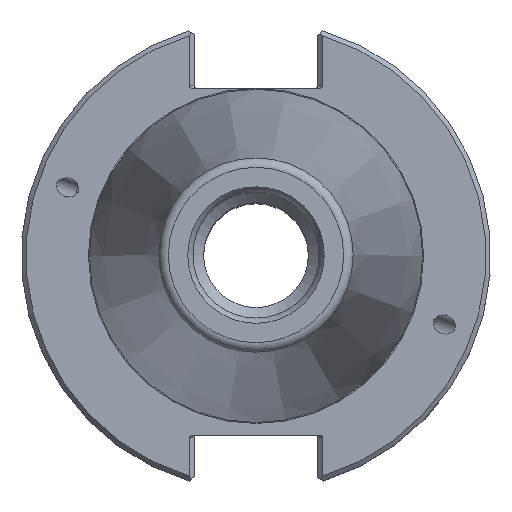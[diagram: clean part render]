
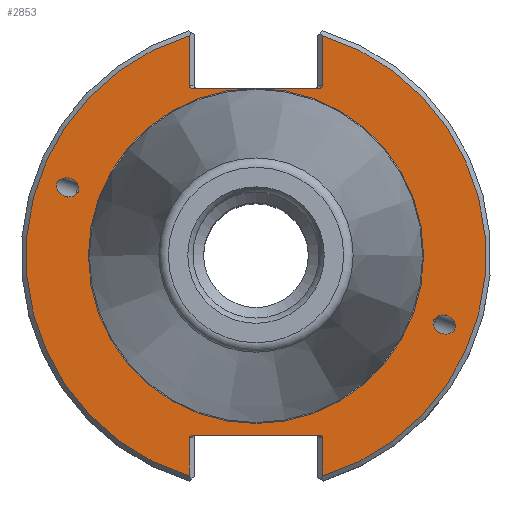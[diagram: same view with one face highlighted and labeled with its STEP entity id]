
A CAD part, top view. The second image highlights one B-rep face of the part: STEP entity #2853.
In plain terms, the highlighted planar face has unit normal (0, 0, 1).
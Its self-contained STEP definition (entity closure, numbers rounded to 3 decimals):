
#24=ELLIPSE('',#3046,2.381,1.95);
#25=ELLIPSE('',#3052,0.707,0.5);
#26=ELLIPSE('',#3054,0.707,0.5);
#27=ELLIPSE('',#3059,2.381,1.95);
#35=ELLIPSE('',#3084,0.707,0.5);
#36=ELLIPSE('',#3086,0.707,0.5);
#86=LINE('',#4372,#167);
#87=LINE('',#4381,#168);
#92=LINE('',#4400,#173);
#93=LINE('',#4412,#174);
#103=LINE('',#4446,#184);
#114=LINE('',#4493,#195);
#167=VECTOR('',#3511,1000.);
#168=VECTOR('',#3518,1000.);
#173=VECTOR('',#3533,1000.);
#174=VECTOR('',#3544,1000.);
#184=VECTOR('',#3570,1000.);
#195=VECTOR('',#3615,1000.);
#234=PLANE('',#3085);
#365=CIRCLE('',#3044,35.118);
#366=CIRCLE('',#3049,48.21);
#367=CIRCLE('',#3057,48.21);
#824=ORIENTED_EDGE('',*,*,#1094,.F.);
#825=ORIENTED_EDGE('',*,*,#1093,.T.);
#826=ORIENTED_EDGE('',*,*,#1091,.T.);
#827=ORIENTED_EDGE('',*,*,#1087,.T.);
#828=ORIENTED_EDGE('',*,*,#1109,.F.);
#829=ORIENTED_EDGE('',*,*,#1085,.T.);
#830=ORIENTED_EDGE('',*,*,#1083,.T.);
#831=ORIENTED_EDGE('',*,*,#1081,.T.);
#832=ORIENTED_EDGE('',*,*,#1080,.T.);
#833=ORIENTED_EDGE('',*,*,#1128,.T.);
#834=ORIENTED_EDGE('',*,*,#1130,.F.);
#835=ORIENTED_EDGE('',*,*,#1131,.T.);
#836=ORIENTED_EDGE('',*,*,#1095,.T.);
#837=ORIENTED_EDGE('',*,*,#1077,.F.);
#838=ORIENTED_EDGE('',*,*,#1076,.F.);
#1076=EDGE_CURVE('',#1298,#1298,#365,.T.);
#1077=EDGE_CURVE('',#1299,#1299,#24,.T.);
#1080=EDGE_CURVE('',#1300,#1301,#86,.T.);
#1081=EDGE_CURVE('',#1302,#1300,#366,.T.);
#1083=EDGE_CURVE('',#1303,#1302,#87,.T.);
#1085=EDGE_CURVE('',#1304,#1303,#25,.F.);
#1087=EDGE_CURVE('',#1305,#1306,#26,.F.);
#1091=EDGE_CURVE('',#1307,#1305,#92,.T.);
#1093=EDGE_CURVE('',#1308,#1307,#367,.T.);
#1094=EDGE_CURVE('',#1309,#1309,#27,.T.);
#1095=EDGE_CURVE('',#1310,#1308,#93,.T.);
#1109=EDGE_CURVE('',#1304,#1306,#103,.T.);
#1128=EDGE_CURVE('',#1301,#1328,#35,.F.);
#1130=EDGE_CURVE('',#1329,#1328,#114,.T.);
#1131=EDGE_CURVE('',#1329,#1310,#36,.F.);
#1298=VERTEX_POINT('',#4360);
#1299=VERTEX_POINT('',#4363);
#1300=VERTEX_POINT('',#4369);
#1301=VERTEX_POINT('',#4371);
#1302=VERTEX_POINT('',#4375);
#1303=VERTEX_POINT('',#4382);
#1304=VERTEX_POINT('',#4386);
#1305=VERTEX_POINT('',#4390);
#1306=VERTEX_POINT('',#4391);
#1307=VERTEX_POINT('',#4399);
#1308=VERTEX_POINT('',#4406);
#1309=VERTEX_POINT('',#4410);
#1310=VERTEX_POINT('',#4413);
#1328=VERTEX_POINT('',#4490);
#1329=VERTEX_POINT('',#4494);
#1578=EDGE_LOOP('',(#824));
#1579=EDGE_LOOP('',(#825,#826,#827,#828,#829,#830,#831,#832,#833,#834,#835,
#836));
#1580=EDGE_LOOP('',(#837));
#1581=EDGE_LOOP('',(#838));
#1778=FACE_BOUND('',#1578,.T.);
#1779=FACE_BOUND('',#1579,.T.);
#1780=FACE_BOUND('',#1580,.T.);
#1781=FACE_BOUND('',#1581,.T.);
#2853=ADVANCED_FACE('',(#1778,#1779,#1780,#1781),#234,.T.);
#3044=AXIS2_PLACEMENT_3D('',#4359,#3502,#3503);
#3046=AXIS2_PLACEMENT_3D('',#4362,#3506,#3507);
#3049=AXIS2_PLACEMENT_3D('',#4374,#3514,#3515);
#3052=AXIS2_PLACEMENT_3D('',#4385,#3522,#3523);
#3054=AXIS2_PLACEMENT_3D('',#4389,#3527,#3528);
#3057=AXIS2_PLACEMENT_3D('',#4407,#3536,#3537);
#3059=AXIS2_PLACEMENT_3D('',#4409,#3540,#3541);
#3084=AXIS2_PLACEMENT_3D('',#4489,#3610,#3611);
#3085=AXIS2_PLACEMENT_3D('',#4492,#3613,#3614);
#3086=AXIS2_PLACEMENT_3D('',#4495,#3616,#3617);
#3502=DIRECTION('',(0.,0.,1.));
#3503=DIRECTION('',(1.,0.,0.));
#3506=DIRECTION('',(0.,0.,1.));
#3507=DIRECTION('',(-0.94,0.342,0.));
#3511=DIRECTION('',(0.,-1.,0.));
#3514=DIRECTION('',(0.,0.,1.));
#3515=DIRECTION('',(1.,0.,0.));
#3518=DIRECTION('',(0.,-1.,0.));
#3522=DIRECTION('',(0.,0.,1.));
#3523=DIRECTION('',(1.,0.,0.));
#3527=DIRECTION('',(0.,0.,1.));
#3528=DIRECTION('',(1.,0.,0.));
#3533=DIRECTION('',(0.,1.,0.));
#3536=DIRECTION('',(0.,0.,1.));
#3537=DIRECTION('',(1.,0.,0.));
#3540=DIRECTION('',(0.,0.,1.));
#3541=DIRECTION('',(0.94,-0.342,0.));
#3544=DIRECTION('',(0.,1.,0.));
#3570=DIRECTION('',(-1.,0.,0.));
#3610=DIRECTION('',(0.,0.,1.));
#3611=DIRECTION('',(-1.,0.,0.));
#3613=DIRECTION('',(0.,0.,1.));
#3614=DIRECTION('',(1.,0.,0.));
#3615=DIRECTION('',(1.,0.,0.));
#3616=DIRECTION('',(0.,0.,1.));
#3617=DIRECTION('',(-1.,0.,0.));
#4359=CARTESIAN_POINT('',(0.,0.,-3.17));
#4360=CARTESIAN_POINT('',(35.118,0.,-3.17));
#4362=CARTESIAN_POINT('',(39.467,-14.365,-3.17));
#4363=CARTESIAN_POINT('',(37.23,-13.551,-3.17));
#4369=CARTESIAN_POINT('',(13.955,46.146,-3.17));
#4371=CARTESIAN_POINT('',(13.955,35.66,-3.17));
#4372=CARTESIAN_POINT('',(13.955,35.16,-3.17));
#4374=CARTESIAN_POINT('',(0.,0.,-3.17));
#4375=CARTESIAN_POINT('',(13.955,-46.146,-3.17));
#4381=CARTESIAN_POINT('',(13.955,-47.619,-3.17));
#4382=CARTESIAN_POINT('',(13.955,-38.07,-3.17));
#4385=CARTESIAN_POINT('',(13.248,-38.07,-3.17));
#4386=CARTESIAN_POINT('',(13.248,-37.57,-3.17));
#4389=CARTESIAN_POINT('',(-13.248,-38.07,-3.17));
#4390=CARTESIAN_POINT('',(-13.955,-38.07,-3.17));
#4391=CARTESIAN_POINT('',(-13.248,-37.57,-3.17));
#4399=CARTESIAN_POINT('',(-13.955,-46.146,-3.17));
#4400=CARTESIAN_POINT('',(-13.955,-37.57,-3.17));
#4406=CARTESIAN_POINT('',(-13.955,46.146,-3.17));
#4407=CARTESIAN_POINT('',(0.,0.,-3.17));
#4409=CARTESIAN_POINT('',(-39.467,14.365,-3.17));
#4410=CARTESIAN_POINT('',(-37.23,13.551,-3.17));
#4412=CARTESIAN_POINT('',(-13.955,47.619,-3.17));
#4413=CARTESIAN_POINT('',(-13.955,35.66,-3.17));
#4446=CARTESIAN_POINT('',(12.955,-37.57,-3.17));
#4489=CARTESIAN_POINT('',(13.248,35.66,-3.17));
#4490=CARTESIAN_POINT('',(13.248,35.16,-3.17));
#4492=CARTESIAN_POINT('',(35.118,0.,-3.17));
#4493=CARTESIAN_POINT('',(-12.955,35.16,-3.17));
#4494=CARTESIAN_POINT('',(-13.248,35.16,-3.17));
#4495=CARTESIAN_POINT('',(-13.248,35.66,-3.17));
